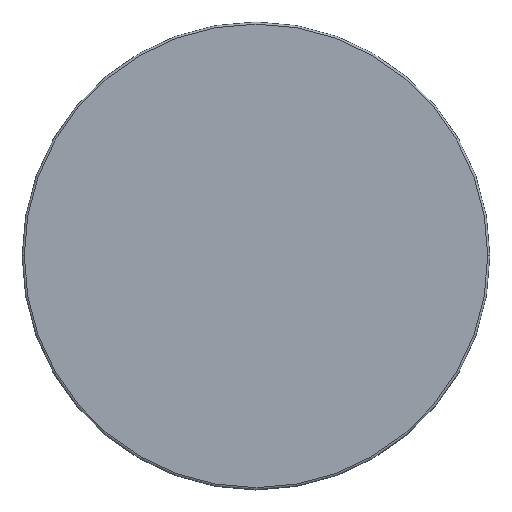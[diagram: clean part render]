
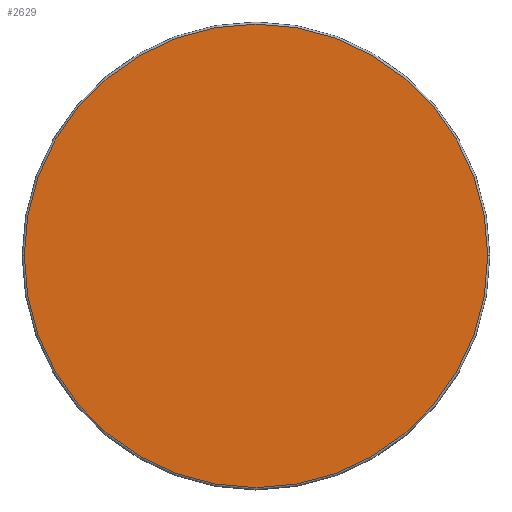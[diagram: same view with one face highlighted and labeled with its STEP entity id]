
A CAD part, top view. The second image highlights one B-rep face of the part: STEP entity #2629.
In plain terms, the highlighted planar face has unit normal (0, 0, 1).
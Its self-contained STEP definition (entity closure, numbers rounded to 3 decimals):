
#802 = ORIENTED_EDGE ( 'NONE', *, *, #13760, .T. ) ;
#2629 = ADVANCED_FACE ( 'NONE', ( #4887 ), #4360, .T. ) ;
#3013 = CARTESIAN_POINT ( 'NONE',  ( -16.35, 0., 17. ) ) ;
#4360 = PLANE ( 'NONE',  #9256 ) ;
#4568 = DIRECTION ( 'NONE',  ( 1., 0., 0. ) ) ;
#4656 = DIRECTION ( 'NONE',  ( 0., 0., 1. ) ) ;
#4811 = EDGE_CURVE ( 'NONE', #12597, #10384, #9839, .T. ) ;
#4887 = FACE_OUTER_BOUND ( 'NONE', #9277, .T. ) ;
#5514 = DIRECTION ( 'NONE',  ( 0., 0., 1. ) ) ;
#6489 = ORIENTED_EDGE ( 'NONE', *, *, #4811, .T. ) ;
#6724 = CARTESIAN_POINT ( 'NONE',  ( 0., 0., 17. ) ) ;
#7165 = CARTESIAN_POINT ( 'NONE',  ( 0., 0., 17. ) ) ;
#9097 = DIRECTION ( 'NONE',  ( 1., 0., 0. ) ) ;
#9247 = CIRCLE ( 'NONE', #9605, 16.35 ) ;
#9256 = AXIS2_PLACEMENT_3D ( 'NONE', #6724, #5514, #9097 ) ;
#9277 = EDGE_LOOP ( 'NONE', ( #802, #6489 ) ) ;
#9605 = AXIS2_PLACEMENT_3D ( 'NONE', #7165, #4656, #15345 ) ;
#9839 = CIRCLE ( 'NONE', #14441, 16.35 ) ;
#10384 = VERTEX_POINT ( 'NONE', #13151 ) ;
#10495 = DIRECTION ( 'NONE',  ( 0., 0., 1. ) ) ;
#12597 = VERTEX_POINT ( 'NONE', #3013 ) ;
#13151 = CARTESIAN_POINT ( 'NONE',  ( 16.35, 0., 17. ) ) ;
#13760 = EDGE_CURVE ( 'NONE', #10384, #12597, #9247, .T. ) ;
#14441 = AXIS2_PLACEMENT_3D ( 'NONE', #15155, #10495, #4568 ) ;
#15155 = CARTESIAN_POINT ( 'NONE',  ( 0., 0., 17. ) ) ;
#15345 = DIRECTION ( 'NONE',  ( 1., 0., 0. ) ) ;
